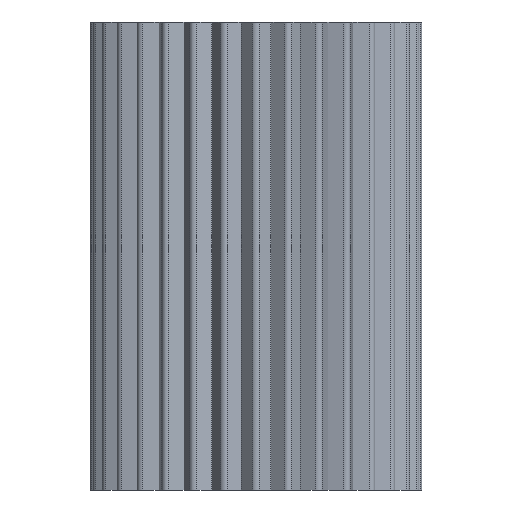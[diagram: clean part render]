
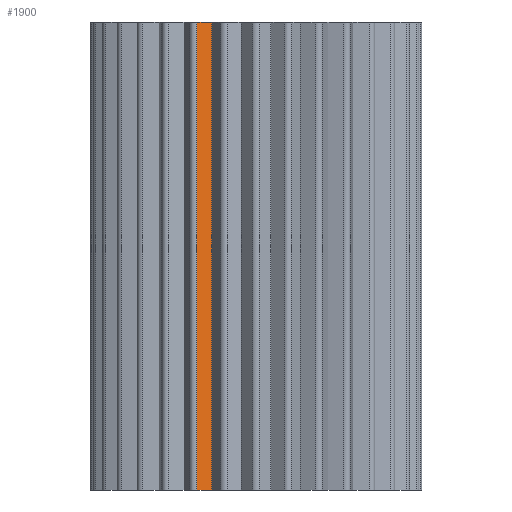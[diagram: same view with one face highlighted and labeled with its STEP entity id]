
A CAD part, left-side view. The second image highlights one B-rep face of the part: STEP entity #1900.
In plain terms, the highlighted planar face has unit normal (-0.902, -0.431, 0).
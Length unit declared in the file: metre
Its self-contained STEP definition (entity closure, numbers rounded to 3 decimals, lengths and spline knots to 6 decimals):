
#64=LINE('',#2789,#288);
#116=LINE('',#2944,#340);
#118=LINE('',#2948,#342);
#119=LINE('',#2950,#343);
#288=VECTOR('',#2215,1.);
#340=VECTOR('',#2329,1.);
#342=VECTOR('',#2333,1.);
#343=VECTOR('',#2334,1.);
#612=ORIENTED_EDGE('',*,*,#1182,.T.);
#613=ORIENTED_EDGE('',*,*,#1103,.F.);
#614=ORIENTED_EDGE('',*,*,#1180,.F.);
#615=ORIENTED_EDGE('',*,*,#1183,.T.);
#1103=EDGE_CURVE('',#1393,#1394,#64,.T.);
#1180=EDGE_CURVE('',#1466,#1393,#116,.T.);
#1182=EDGE_CURVE('',#1467,#1394,#118,.T.);
#1183=EDGE_CURVE('',#1466,#1467,#119,.T.);
#1393=VERTEX_POINT('',#2788);
#1394=VERTEX_POINT('',#2790);
#1466=VERTEX_POINT('',#2945);
#1467=VERTEX_POINT('',#2949);
#1632=EDGE_LOOP('',(#612,#613,#614,#615));
#1734=FACE_BOUND('',#1632,.T.);
#1831=PLANE('',#2048);
#1900=ADVANCED_FACE('',(#1734),#1831,.T.);
#2048=AXIS2_PLACEMENT_3D('',#2947,#2331,#2332);
#2215=DIRECTION('',(-0.431,0.902,0.));
#2329=DIRECTION('',(0.,0.,-1.));
#2331=DIRECTION('',(-0.902,-0.431,0.));
#2332=DIRECTION('',(0.431,-0.902,0.));
#2333=DIRECTION('',(0.,0.,-1.));
#2334=DIRECTION('',(-0.431,0.902,0.));
#2788=CARTESIAN_POINT('',(-0.002201,0.005768,0.0068));
#2789=CARTESIAN_POINT('',(-0.002013,0.005375,0.0068));
#2790=CARTESIAN_POINT('',(-0.002308,0.005992,0.0068));
#2944=CARTESIAN_POINT('',(-0.002201,0.005768,0.01385));
#2945=CARTESIAN_POINT('',(-0.002201,0.005768,0.01385));
#2947=CARTESIAN_POINT('',(-0.002013,0.005375,0.01385));
#2948=CARTESIAN_POINT('',(-0.002308,0.005992,0.01385));
#2949=CARTESIAN_POINT('',(-0.002308,0.005992,0.01385));
#2950=CARTESIAN_POINT('',(-0.002013,0.005375,0.01385));
